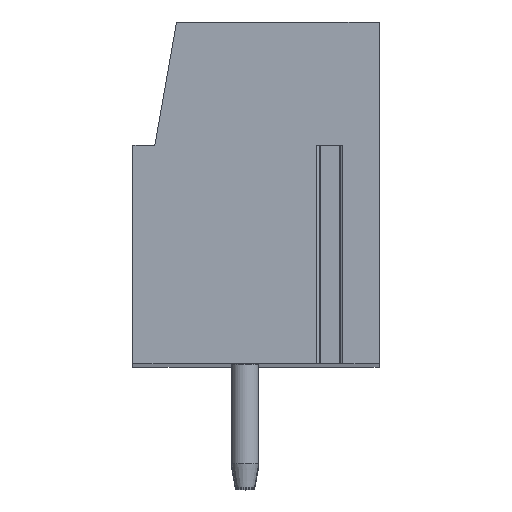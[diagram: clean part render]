
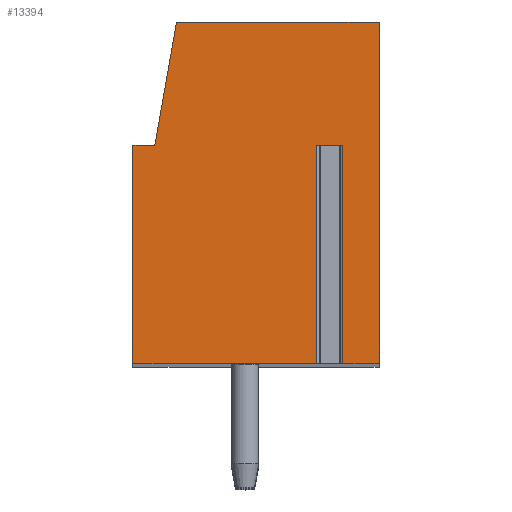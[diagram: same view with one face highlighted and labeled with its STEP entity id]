
A CAD part, top view. The second image highlights one B-rep face of the part: STEP entity #13394.
In plain terms, the highlighted planar face has unit normal (0, 0, 1).
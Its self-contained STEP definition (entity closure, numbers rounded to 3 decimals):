
#20=DIRECTION('',(-1.,0.,0.));
#21=VECTOR('',#20,0.958);
#22=CARTESIAN_POINT('',(3.179,1.75,62.5));
#23=LINE('',#22,#21);
#24=DIRECTION('',(0.,-1.,0.));
#25=VECTOR('',#24,8.);
#26=CARTESIAN_POINT('',(2.221,1.75,62.5));
#27=LINE('',#26,#25);
#28=DIRECTION('',(1.,0.,0.));
#29=VECTOR('',#28,6.721);
#30=CARTESIAN_POINT('',(-4.5,-6.25,62.5));
#31=LINE('',#30,#29);
#32=DIRECTION('',(0.,-1.,0.));
#33=VECTOR('',#32,8.);
#34=CARTESIAN_POINT('',(-4.5,1.75,62.5));
#35=LINE('',#34,#33);
#36=DIRECTION('',(-1.,0.,0.));
#37=VECTOR('',#36,0.8);
#38=CARTESIAN_POINT('',(-3.7,1.75,62.5));
#39=LINE('',#38,#37);
#40=DIRECTION('',(-0.174,-0.985,0.));
#41=VECTOR('',#40,4.569);
#42=CARTESIAN_POINT('',(-2.907,6.25,62.5));
#43=LINE('',#42,#41);
#44=DIRECTION('',(-1.,0.,0.));
#45=VECTOR('',#44,7.407);
#46=CARTESIAN_POINT('',(4.5,6.25,62.5));
#47=LINE('',#46,#45);
#48=DIRECTION('',(0.,1.,0.));
#49=VECTOR('',#48,12.5);
#50=CARTESIAN_POINT('',(4.5,-6.25,62.5));
#51=LINE('',#50,#49);
#52=DIRECTION('',(1.,0.,0.));
#53=VECTOR('',#52,1.321);
#54=CARTESIAN_POINT('',(3.179,-6.25,62.5));
#55=LINE('',#54,#53);
#56=DIRECTION('',(0.,-1.,0.));
#57=VECTOR('',#56,8.);
#58=CARTESIAN_POINT('',(3.179,1.75,62.5));
#59=LINE('',#58,#57);
#10570=CARTESIAN_POINT('',(-2.907,6.25,62.5));
#10571=CARTESIAN_POINT('',(-3.7,1.75,62.5));
#10572=VERTEX_POINT('',#10570);
#10573=VERTEX_POINT('',#10571);
#10574=CARTESIAN_POINT('',(-4.5,1.75,62.5));
#10575=VERTEX_POINT('',#10574);
#10576=CARTESIAN_POINT('',(-4.5,-6.25,62.5));
#10577=VERTEX_POINT('',#10576);
#10578=CARTESIAN_POINT('',(4.5,-6.25,62.5));
#10579=CARTESIAN_POINT('',(4.5,6.25,62.5));
#10580=VERTEX_POINT('',#10578);
#10581=VERTEX_POINT('',#10579);
#10638=CARTESIAN_POINT('',(3.179,1.75,62.5));
#10639=CARTESIAN_POINT('',(2.221,1.75,62.5));
#10640=VERTEX_POINT('',#10638);
#10641=VERTEX_POINT('',#10639);
#10642=CARTESIAN_POINT('',(3.179,-6.25,62.5));
#10643=VERTEX_POINT('',#10642);
#10644=CARTESIAN_POINT('',(2.221,-6.25,62.5));
#10645=VERTEX_POINT('',#10644);
#13367=CARTESIAN_POINT('',(0.,0.,62.5));
#13368=DIRECTION('',(0.,0.,1.));
#13369=DIRECTION('',(1.,0.,0.));
#13370=AXIS2_PLACEMENT_3D('',#13367,#13368,#13369);
#13371=PLANE('',#13370);
#13373=ORIENTED_EDGE('',*,*,#13372,.T.);
#13375=ORIENTED_EDGE('',*,*,#13374,.T.);
#13377=ORIENTED_EDGE('',*,*,#13376,.F.);
#13379=ORIENTED_EDGE('',*,*,#13378,.F.);
#13381=ORIENTED_EDGE('',*,*,#13380,.F.);
#13383=ORIENTED_EDGE('',*,*,#13382,.F.);
#13385=ORIENTED_EDGE('',*,*,#13384,.F.);
#13387=ORIENTED_EDGE('',*,*,#13386,.F.);
#13389=ORIENTED_EDGE('',*,*,#13388,.F.);
#13391=ORIENTED_EDGE('',*,*,#13390,.F.);
#13392=EDGE_LOOP('',(#13373,#13375,#13377,#13379,#13381,#13383,#13385,#13387,
#13389,#13391));
#13393=FACE_OUTER_BOUND('',#13392,.F.);
#13372=EDGE_CURVE('',#10640,#10641,#23,.T.);
#13374=EDGE_CURVE('',#10641,#10645,#27,.T.);
#13376=EDGE_CURVE('',#10577,#10645,#31,.T.);
#13378=EDGE_CURVE('',#10575,#10577,#35,.T.);
#13380=EDGE_CURVE('',#10573,#10575,#39,.T.);
#13382=EDGE_CURVE('',#10572,#10573,#43,.T.);
#13384=EDGE_CURVE('',#10581,#10572,#47,.T.);
#13386=EDGE_CURVE('',#10580,#10581,#51,.T.);
#13388=EDGE_CURVE('',#10643,#10580,#55,.T.);
#13390=EDGE_CURVE('',#10640,#10643,#59,.T.);
#13394=ADVANCED_FACE('',(#13393),#13371,.T.);
